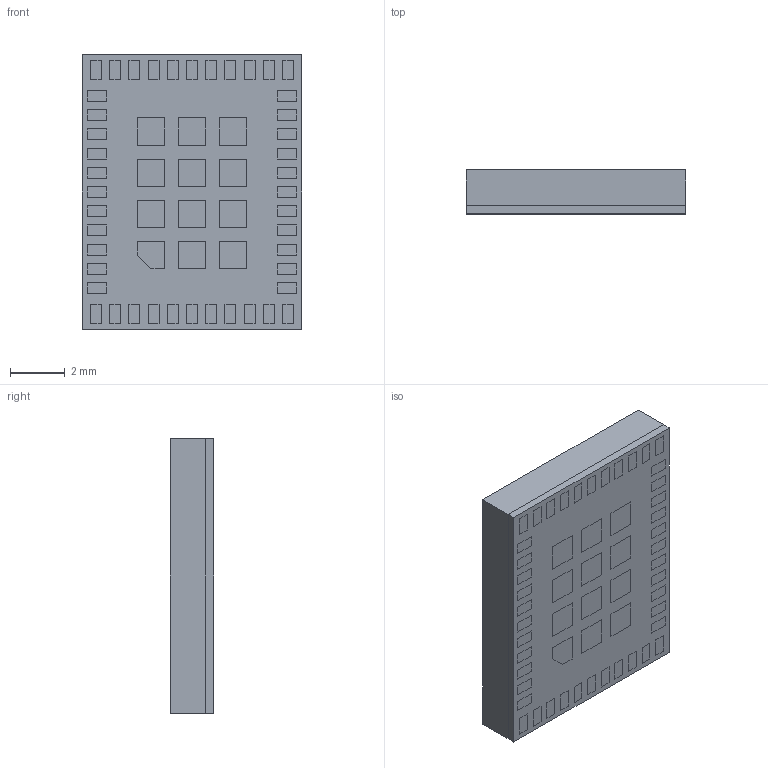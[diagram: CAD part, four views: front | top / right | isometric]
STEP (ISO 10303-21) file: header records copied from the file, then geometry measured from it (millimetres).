
FILE_DESCRIPTION (( 'STEP AP214' ), '1' );
FILE_NAME ('LBAA0QB1SJ-296.STEP', '2021-08-04T09:37:14', ( '' ), ( '' ), 'SwSTEP 2.0', 'SolidWorks 2017', '' );
FILE_SCHEMA (( 'AUTOMOTIVE_DESIGN' ));
Length unit declared in the file: millimetre
Products named in the file (1): LBAA0QB1SJ-296
Bounding box: 8 x 1.6 x 10 mm (x, y, z)
Volume: 128 mm3; surface area: 456.1 mm2
Topology: 59 solids, 59 shells, 637 faces, 1386 edges, 924 vertices
Faces by surface type: plane 633, cylinder 4
Entity records: 17564 total; most frequent: CARTESIAN_POINT 2948, ORIENTED_EDGE 2772, DIRECTION 2670, EDGE_CURVE 1386, VECTOR 1378, LINE 1378, VERTEX_POINT 924, EDGE_LOOP 694
